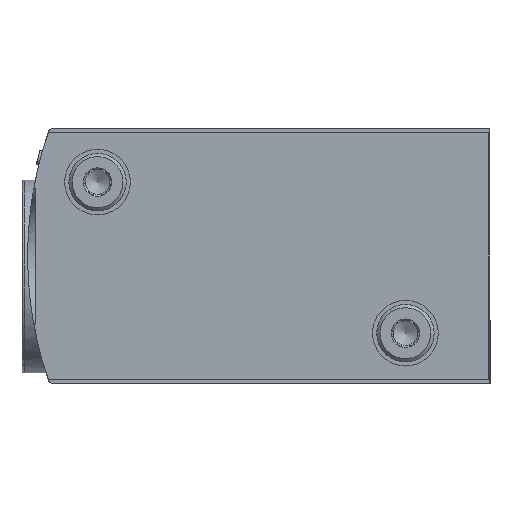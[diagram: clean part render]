
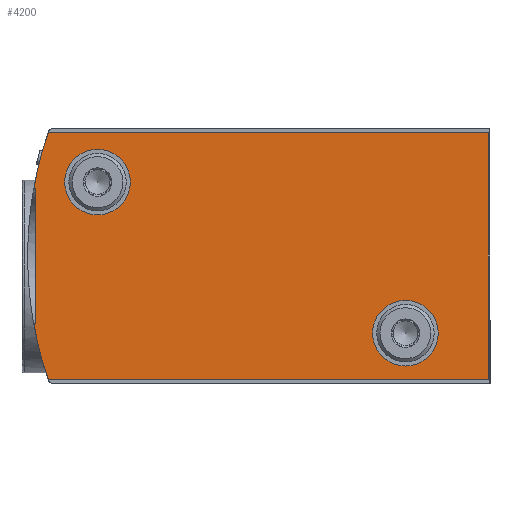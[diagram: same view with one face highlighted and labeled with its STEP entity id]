
A CAD part, left-side view. The second image highlights one B-rep face of the part: STEP entity #4200.
In plain terms, the highlighted planar face has unit normal (-1, 0, 0).
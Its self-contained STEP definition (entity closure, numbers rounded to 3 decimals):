
#502=LINE('',#7116,#865);
#503=LINE('',#7118,#866);
#504=LINE('',#7120,#867);
#505=LINE('',#7123,#868);
#506=LINE('',#7125,#869);
#507=LINE('',#7127,#870);
#865=VECTOR('',#5790,1000.);
#866=VECTOR('',#5791,1000.);
#867=VECTOR('',#5792,1000.);
#868=VECTOR('',#5795,1000.);
#869=VECTOR('',#5796,1000.);
#870=VECTOR('',#5797,1000.);
#1884=ORIENTED_EDGE('',*,*,#2546,.T.);
#1885=ORIENTED_EDGE('',*,*,#2547,.T.);
#1886=ORIENTED_EDGE('',*,*,#2548,.F.);
#1887=ORIENTED_EDGE('',*,*,#2549,.F.);
#1888=ORIENTED_EDGE('',*,*,#2550,.F.);
#1889=ORIENTED_EDGE('',*,*,#2543,.F.);
#1890=ORIENTED_EDGE('',*,*,#2551,.F.);
#1891=ORIENTED_EDGE('',*,*,#2552,.F.);
#1892=ORIENTED_EDGE('',*,*,#2553,.F.);
#1893=ORIENTED_EDGE('',*,*,#2554,.F.);
#1894=ORIENTED_EDGE('',*,*,#2555,.F.);
#1895=ORIENTED_EDGE('',*,*,#2539,.F.);
#2539=EDGE_CURVE('',#2965,#2967,#3179,.T.);
#2543=EDGE_CURVE('',#2970,#2971,#3181,.T.);
#2546=EDGE_CURVE('',#2973,#2973,#3182,.T.);
#2547=EDGE_CURVE('',#2974,#2974,#3183,.T.);
#2548=EDGE_CURVE('',#2975,#2965,#502,.T.);
#2549=EDGE_CURVE('',#2976,#2975,#503,.T.);
#2550=EDGE_CURVE('',#2971,#2976,#504,.T.);
#2551=EDGE_CURVE('',#2977,#2970,#3184,.T.);
#2552=EDGE_CURVE('',#2978,#2977,#505,.T.);
#2553=EDGE_CURVE('',#2979,#2978,#506,.T.);
#2554=EDGE_CURVE('',#2980,#2979,#507,.T.);
#2555=EDGE_CURVE('',#2967,#2980,#3185,.T.);
#2965=VERTEX_POINT('',#7087);
#2967=VERTEX_POINT('',#7090);
#2970=VERTEX_POINT('',#7096);
#2971=VERTEX_POINT('',#7098);
#2973=VERTEX_POINT('',#7113);
#2974=VERTEX_POINT('',#7115);
#2975=VERTEX_POINT('',#7117);
#2976=VERTEX_POINT('',#7119);
#2977=VERTEX_POINT('',#7122);
#2978=VERTEX_POINT('',#7124);
#2979=VERTEX_POINT('',#7126);
#2980=VERTEX_POINT('',#7128);
#3179=CIRCLE('',#4644,46.5);
#3181=CIRCLE('',#4646,46.5);
#3182=CIRCLE('',#4648,4.);
#3183=CIRCLE('',#4649,4.);
#3184=CIRCLE('',#4650,0.2);
#3185=CIRCLE('',#4651,0.2);
#3467=EDGE_LOOP('',(#1884));
#3468=EDGE_LOOP('',(#1885));
#3469=EDGE_LOOP('',(#1886,#1887,#1888,#1889,#1890,#1891,#1892,#1893,#1894,
#1895));
#3791=FACE_BOUND('',#3467,.T.);
#3792=FACE_BOUND('',#3468,.T.);
#3793=FACE_BOUND('',#3469,.T.);
#3978=PLANE('',#4647);
#4200=ADVANCED_FACE('',(#3791,#3792,#3793),#3978,.F.);
#4644=AXIS2_PLACEMENT_3D('',#7089,#5775,#5776);
#4646=AXIS2_PLACEMENT_3D('',#7097,#5781,#5782);
#4647=AXIS2_PLACEMENT_3D('',#7111,#5784,#5785);
#4648=AXIS2_PLACEMENT_3D('',#7112,#5786,#5787);
#4649=AXIS2_PLACEMENT_3D('',#7114,#5788,#5789);
#4650=AXIS2_PLACEMENT_3D('',#7121,#5793,#5794);
#4651=AXIS2_PLACEMENT_3D('',#7129,#5798,#5799);
#5775=DIRECTION('',(1.,0.,0.));
#5776=DIRECTION('',(0.,0.,-1.));
#5781=DIRECTION('',(1.,0.,0.));
#5782=DIRECTION('',(0.,0.,-1.));
#5784=DIRECTION('',(1.,0.,0.));
#5785=DIRECTION('',(0.,0.,-1.));
#5786=DIRECTION('',(1.,0.,0.));
#5787=DIRECTION('',(0.,0.,-1.));
#5788=DIRECTION('',(1.,0.,0.));
#5789=DIRECTION('',(0.,0.,-1.));
#5790=DIRECTION('',(0.,1.,0.));
#5791=DIRECTION('',(0.,0.,1.));
#5792=DIRECTION('',(0.,-1.,0.));
#5793=DIRECTION('',(1.,0.,0.));
#5794=DIRECTION('',(0.,0.,-1.));
#5795=DIRECTION('',(0.,1.,0.));
#5796=DIRECTION('',(0.,0.,-1.));
#5797=DIRECTION('',(0.,-1.,0.));
#5798=DIRECTION('',(1.,0.,0.));
#5799=DIRECTION('',(0.,0.,-1.));
#7087=CARTESIAN_POINT('',(0.,55.562,8.25));
#7089=CARTESIAN_POINT('',(0.,9.8,0.));
#7090=CARTESIAN_POINT('',(0.,53.86,14.864));
#7096=CARTESIAN_POINT('',(0.,53.86,-14.864));
#7097=CARTESIAN_POINT('',(0.,9.8,0.));
#7098=CARTESIAN_POINT('',(0.,55.562,-8.25));
#7111=CARTESIAN_POINT('',(0.,53.671,14.8));
#7112=CARTESIAN_POINT('',(0.,10.3,-9.4));
#7113=CARTESIAN_POINT('',(0.,10.3,-13.4));
#7114=CARTESIAN_POINT('',(0.,47.8,9.));
#7115=CARTESIAN_POINT('',(0.,47.8,5.));
#7116=CARTESIAN_POINT('',(0.,53.671,8.25));
#7117=CARTESIAN_POINT('',(0.,55.3,8.25));
#7118=CARTESIAN_POINT('',(0.,55.3,14.8));
#7119=CARTESIAN_POINT('',(0.,55.3,-8.25));
#7120=CARTESIAN_POINT('',(0.,53.671,-8.25));
#7121=CARTESIAN_POINT('',(0.,53.671,-14.8));
#7122=CARTESIAN_POINT('',(0.,53.671,-15.));
#7123=CARTESIAN_POINT('',(0.,0.2,-15.));
#7124=CARTESIAN_POINT('',(0.,0.2,-15.));
#7125=CARTESIAN_POINT('',(0.,0.2,15.));
#7126=CARTESIAN_POINT('',(0.,0.2,15.));
#7127=CARTESIAN_POINT('',(0.,53.671,15.));
#7128=CARTESIAN_POINT('',(0.,53.671,15.));
#7129=CARTESIAN_POINT('',(0.,53.671,14.8));
